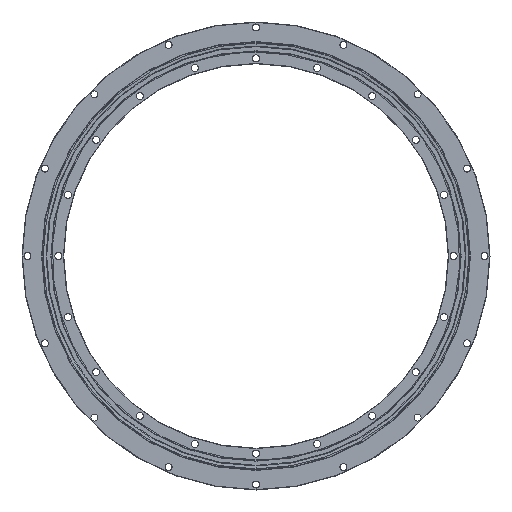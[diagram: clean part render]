
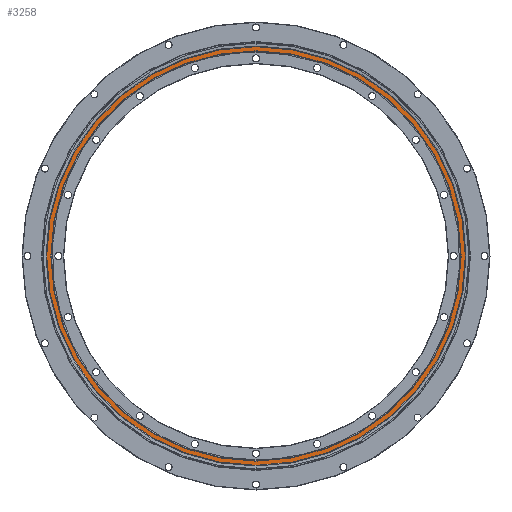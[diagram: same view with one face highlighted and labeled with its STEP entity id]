
A CAD part, front view. The second image highlights one B-rep face of the part: STEP entity #3258.
In plain terms, the highlighted planar face has unit normal (0, -1, 0).
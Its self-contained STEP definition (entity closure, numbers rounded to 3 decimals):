
#16 = AXIS2_PLACEMENT_3D ( 'NONE', #9325, #12315, #8303 ) ;
#656 = CARTESIAN_POINT ( 'NONE',  ( 0., -16.5, 545.25 ) ) ;
#701 = AXIS2_PLACEMENT_3D ( 'NONE', #1705, #3434, #5476 ) ;
#748 = VERTEX_POINT ( 'NONE', #656 ) ;
#1295 = ORIENTED_EDGE ( 'NONE', *, *, #5895, .F. ) ;
#1480 = AXIS2_PLACEMENT_3D ( 'NONE', #5794, #11531, #8532 ) ;
#1615 = AXIS2_PLACEMENT_3D ( 'NONE', #2497, #5246, #2374 ) ;
#1698 = AXIS2_PLACEMENT_3D ( 'NONE', #4894, #3746, #9710 ) ;
#1705 = CARTESIAN_POINT ( 'NONE',  ( 0., -16.5, 0. ) ) ;
#2022 = EDGE_LOOP ( 'NONE', ( #4174, #2136, #9367 ) ) ;
#2136 = ORIENTED_EDGE ( 'NONE', *, *, #12368, .T. ) ;
#2374 = DIRECTION ( 'NONE',  ( 1., 0., 0. ) ) ;
#2497 = CARTESIAN_POINT ( 'NONE',  ( 0., -16.5, 0. ) ) ;
#2559 = CARTESIAN_POINT ( 'NONE',  ( 525., -16.5, 0. ) ) ;
#2636 = CARTESIAN_POINT ( 'NONE',  ( 0., -16.5, -525. ) ) ;
#2892 = FACE_BOUND ( 'NONE', #2022, .T. ) ;
#2898 = EDGE_CURVE ( 'NONE', #10451, #7877, #6405, .T. ) ;
#3258 = ADVANCED_FACE ( 'NONE', ( #8712, #2892 ), #11821, .F. ) ;
#3434 = DIRECTION ( 'NONE',  ( 0., 1., 0. ) ) ;
#3456 = VERTEX_POINT ( 'NONE', #2559 ) ;
#3746 = DIRECTION ( 'NONE',  ( 0., 1., 0. ) ) ;
#4174 = ORIENTED_EDGE ( 'NONE', *, *, #2898, .T. ) ;
#4510 = EDGE_CURVE ( 'NONE', #3456, #10451, #6319, .T. ) ;
#4894 = CARTESIAN_POINT ( 'NONE',  ( 0., -16.5, 0. ) ) ;
#4993 = CIRCLE ( 'NONE', #701, 525. ) ;
#5246 = DIRECTION ( 'NONE',  ( 0., 1., 0. ) ) ;
#5476 = DIRECTION ( 'NONE',  ( 1., 0., 0. ) ) ;
#5794 = CARTESIAN_POINT ( 'NONE',  ( 0., -16.5, 0. ) ) ;
#5895 = EDGE_CURVE ( 'NONE', #748, #12096, #12263, .T. ) ;
#5909 = EDGE_LOOP ( 'NONE', ( #1295, #9289 ) ) ;
#6007 = CARTESIAN_POINT ( 'NONE',  ( 0., -16.5, -545.25 ) ) ;
#6319 = CIRCLE ( 'NONE', #1615, 525. ) ;
#6405 = CIRCLE ( 'NONE', #1698, 525. ) ;
#7428 = EDGE_CURVE ( 'NONE', #12096, #748, #9444, .T. ) ;
#7751 = DIRECTION ( 'NONE',  ( 0., 0., 1. ) ) ;
#7877 = VERTEX_POINT ( 'NONE', #12323 ) ;
#8303 = DIRECTION ( 'NONE',  ( 0., 0., 1. ) ) ;
#8532 = DIRECTION ( 'NONE',  ( 0., 0., 1. ) ) ;
#8712 = FACE_OUTER_BOUND ( 'NONE', #5909, .T. ) ;
#9289 = ORIENTED_EDGE ( 'NONE', *, *, #7428, .F. ) ;
#9325 = CARTESIAN_POINT ( 'NONE',  ( 0., -16.5, 0. ) ) ;
#9367 = ORIENTED_EDGE ( 'NONE', *, *, #4510, .T. ) ;
#9444 = CIRCLE ( 'NONE', #1480, 545.25 ) ;
#9710 = DIRECTION ( 'NONE',  ( 1., 0., 0. ) ) ;
#10451 = VERTEX_POINT ( 'NONE', #2636 ) ;
#10722 = AXIS2_PLACEMENT_3D ( 'NONE', #10824, #12597, #7751 ) ;
#10824 = CARTESIAN_POINT ( 'NONE',  ( -545.25, -16.5, 0. ) ) ;
#11531 = DIRECTION ( 'NONE',  ( 0., 1., 0. ) ) ;
#11821 = PLANE ( 'NONE',  #10722 ) ;
#12096 = VERTEX_POINT ( 'NONE', #6007 ) ;
#12263 = CIRCLE ( 'NONE', #16, 545.25 ) ;
#12315 = DIRECTION ( 'NONE',  ( 0., 1., 0. ) ) ;
#12323 = CARTESIAN_POINT ( 'NONE',  ( 0., -16.5, 525. ) ) ;
#12368 = EDGE_CURVE ( 'NONE', #7877, #3456, #4993, .T. ) ;
#12597 = DIRECTION ( 'NONE',  ( 0., 1., 0. ) ) ;
